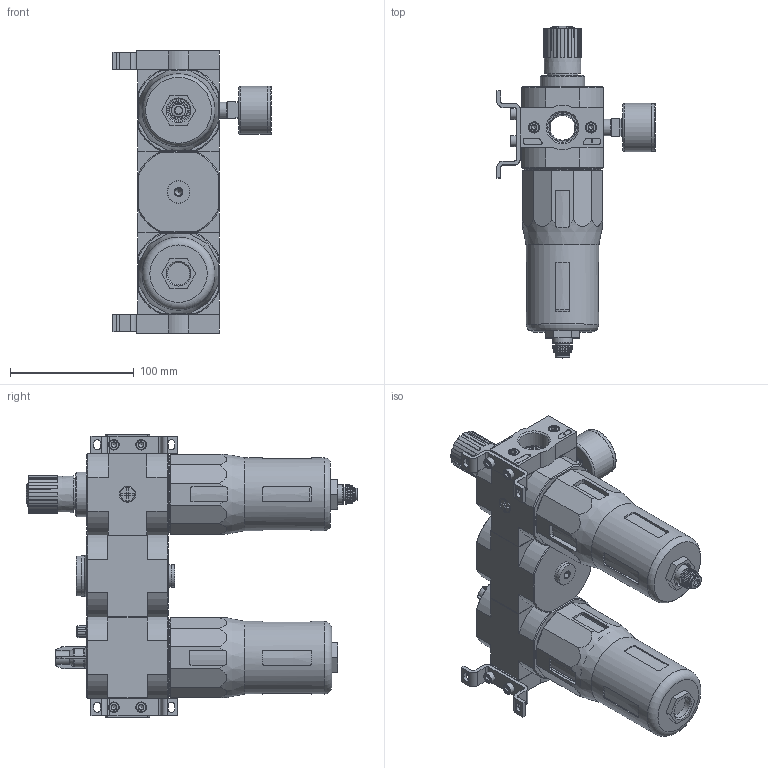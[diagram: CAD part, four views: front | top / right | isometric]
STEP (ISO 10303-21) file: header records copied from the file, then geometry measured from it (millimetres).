
FILE_DESCRIPTION(/* description */ ('STEP AP214'),/* implementation_level */ '2;1');
FILE_NAME(/* name */ '185802_FRC-3_4-D-MAXI-KA-A',/* time_stamp */ '2024-08-28T17:27:47+02:00',/* author */ ('License CC BY-ND 4.0'),/* organization */ ('CADENAS'),/* preprocessor_version */ 'ST-DEVELOPER v19.3',/* originating_system */ 'PARTsolutions',/* authorisation */ ' ');
FILE_SCHEMA (('AUTOMOTIVE_DESIGN {1 0 10303 214 3 1 1}'));
Length unit declared in the file: millimetre
Products named in the file (17): 185802 FRC-3/4-D-MAXI-KA-A; 380309 PBL-3/4-D-MAXI-L---(1) p1; DIN-912 - M5x20(F); 159593 HFOE-D-MIDI/MAXI-P1; DIN-912 - M5x10(F); 380311 PBL-3/4-D-MAXI-R---(0) p1; 124086 LFR-D-MAXI-A--(0); 8003639 PAGN-40-16-G14; 125696 LR/LFR-D-MAXI; 526489 MS4-LFR-V; 724701 FRM-...-D-MAXI; DIN-908 G3/4A; 531775 OK-3/4; DIN-908 G1/4A; 531772 OK-1/4; 234370 FRB-D-MAXI; 396443 LOE-D-MAXI
Assembly tree (26 placements, depth 2):
  185802 FRC-3/4-D-MAXI-KA-A
    380309 PBL-3/4-D-MAXI-L---(1) p1
    DIN-912 - M5x20(F)  x4
    159593 HFOE-D-MIDI/MAXI-P1  x2
    DIN-912 - M5x10(F)  x4
    380311 PBL-3/4-D-MAXI-R---(0) p1
    124086 LFR-D-MAXI-A--(0)
    8003639 PAGN-40-16-G14
    125696 LR/LFR-D-MAXI
    526489 MS4-LFR-V
    724701 FRM-...-D-MAXI
    DIN-908 G3/4A
    531775 OK-3/4
    DIN-908 G1/4A
    531772 OK-1/4
    234370 FRB-D-MAXI  x4
    396443 LOE-D-MAXI
Bounding box: 127.95 x 268.22 x 228 mm (x, y, z)
Volume: 1590270.4 mm3; surface area: 252892.3 mm2
Topology: 26 solids, 27 shells, 1350 faces, 3326 edges, 2099 vertices
Faces by surface type: plane 677, cylinder 326, cone 263, torus 79, sphere 5
Full cylindrical faces by diameter (mm): 2 x1, 3.2 x1, 3.6 x1, 3.7 x4, 3.8 x1, 4.134 x12, 4.2 x1, 5 x12, 5.3 x4, 6 x1, 7 x4, 7.9 x1, 8.5 x8, 8.7 x1, 9.5 x1, 10 x1, 11 x2, 11.4 x1, 11.445 x3, 11.6 x1, 11.8 x1, 13.157 x3, 13.3 x1, 14.7 x1, 15.8 x1, 18 x3, 18.3 x1, 22 x1, 22.7 x1, 23 x1
Entity records: 38988 total; most frequent: CARTESIAN_POINT 7058, DIRECTION 5376, ORIENTED_EDGE 5122, EDGE_CURVE 2561, AXIS2_PLACEMENT_3D 2091, VERTEX_POINT 1795, FACE_BOUND 1512, EDGE_LOOP 1499
